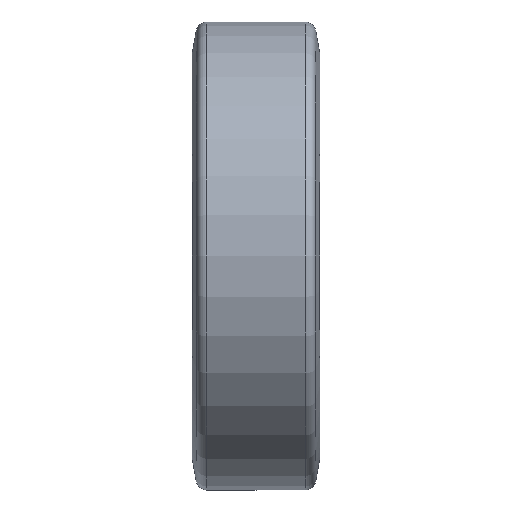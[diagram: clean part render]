
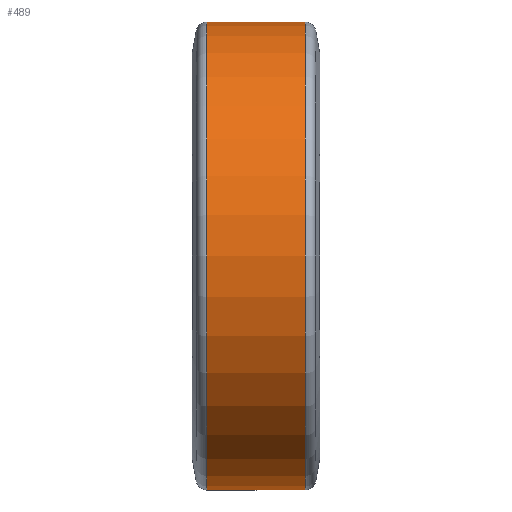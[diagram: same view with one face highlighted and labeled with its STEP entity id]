
A CAD part, front view. The second image highlights one B-rep face of the part: STEP entity #489.
In plain terms, the highlighted cylindrical face has radius 110 mm (diameter 220 mm), a partial arc.
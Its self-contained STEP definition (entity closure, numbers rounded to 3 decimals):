
#3 = ORIENTED_EDGE ( 'NONE', *, *, #143, .T. ) ;
#114 = EDGE_LOOP ( 'NONE', ( #737, #3, #839, #350 ) ) ;
#120 = CYLINDRICAL_SURFACE ( 'NONE', #268, 110. ) ;
#143 = EDGE_CURVE ( 'NONE', #296, #218, #253, .T. ) ;
#164 = AXIS2_PLACEMENT_3D ( 'NONE', #412, #340, #198 ) ;
#198 = DIRECTION ( 'NONE',  ( 0., 0., 1. ) ) ;
#206 = CARTESIAN_POINT ( 'NONE',  ( 6.84, 0., -110. ) ) ;
#218 = VERTEX_POINT ( 'NONE', #687 ) ;
#224 = VECTOR ( 'NONE', #906, 1000. ) ;
#253 = CIRCLE ( 'NONE', #164, 110. ) ;
#265 = CARTESIAN_POINT ( 'NONE',  ( 0., 0., 110. ) ) ;
#268 = AXIS2_PLACEMENT_3D ( 'NONE', #388, #536, #799 ) ;
#272 = EDGE_CURVE ( 'NONE', #218, #673, #456, .T. ) ;
#296 = VERTEX_POINT ( 'NONE', #697 ) ;
#318 = VERTEX_POINT ( 'NONE', #206 ) ;
#340 = DIRECTION ( 'NONE',  ( -1., 0., 0. ) ) ;
#350 = ORIENTED_EDGE ( 'NONE', *, *, #352, .F. ) ;
#352 = EDGE_CURVE ( 'NONE', #318, #673, #677, .T. ) ;
#388 = CARTESIAN_POINT ( 'NONE',  ( 0., 0., 0. ) ) ;
#412 = CARTESIAN_POINT ( 'NONE',  ( 53.16, 0., 0. ) ) ;
#446 = LINE ( 'NONE', #764, #224 ) ;
#456 = LINE ( 'NONE', #265, #477 ) ;
#477 = VECTOR ( 'NONE', #897, 1000. ) ;
#483 = DIRECTION ( 'NONE',  ( 0., 0., 1. ) ) ;
#489 = ADVANCED_FACE ( 'NONE', ( #557 ), #120, .T. ) ;
#536 = DIRECTION ( 'NONE',  ( -1., 0., 0. ) ) ;
#557 = FACE_OUTER_BOUND ( 'NONE', #114, .T. ) ;
#637 = AXIS2_PLACEMENT_3D ( 'NONE', #733, #901, #483 ) ;
#673 = VERTEX_POINT ( 'NONE', #753 ) ;
#677 = CIRCLE ( 'NONE', #637, 110. ) ;
#687 = CARTESIAN_POINT ( 'NONE',  ( 53.16, 0., 110. ) ) ;
#697 = CARTESIAN_POINT ( 'NONE',  ( 53.16, 0., -110. ) ) ;
#733 = CARTESIAN_POINT ( 'NONE',  ( 6.84, 0., 0. ) ) ;
#737 = ORIENTED_EDGE ( 'NONE', *, *, #802, .F. ) ;
#753 = CARTESIAN_POINT ( 'NONE',  ( 6.84, 0., 110. ) ) ;
#764 = CARTESIAN_POINT ( 'NONE',  ( 0., 0., -110. ) ) ;
#799 = DIRECTION ( 'NONE',  ( 0., 0., 1. ) ) ;
#802 = EDGE_CURVE ( 'NONE', #296, #318, #446, .T. ) ;
#839 = ORIENTED_EDGE ( 'NONE', *, *, #272, .T. ) ;
#897 = DIRECTION ( 'NONE',  ( -1., 0., 0. ) ) ;
#901 = DIRECTION ( 'NONE',  ( -1., 0., 0. ) ) ;
#906 = DIRECTION ( 'NONE',  ( -1., 0., 0. ) ) ;
